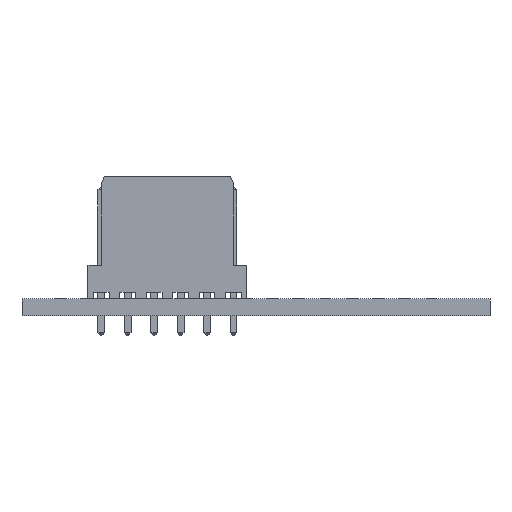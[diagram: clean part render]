
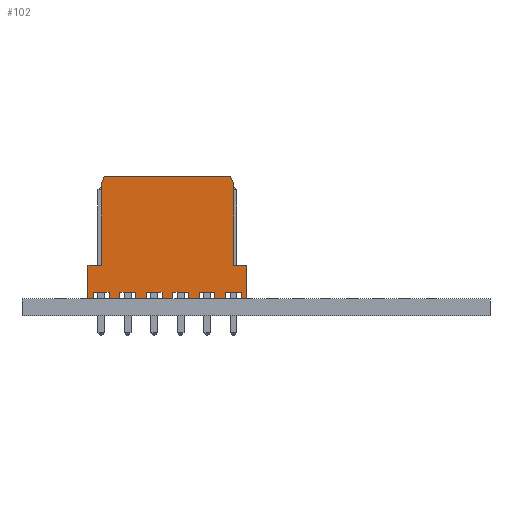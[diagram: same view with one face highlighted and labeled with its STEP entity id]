
A CAD part, left-side view. The second image highlights one B-rep face of the part: STEP entity #102.
In plain terms, the highlighted face is planar.
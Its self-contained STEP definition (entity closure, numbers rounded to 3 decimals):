
#66 = EDGE_CURVE('',#67,#69,#71,.T.);
#67 = VERTEX_POINT('',#68);
#68 = CARTESIAN_POINT('',(0.3,-2.9,11.7));
#69 = VERTEX_POINT('',#70);
#70 = CARTESIAN_POINT('',(12.4,-2.9,11.7));
#71 = LINE('',#72,#73);
#72 = CARTESIAN_POINT('',(6.35,-2.9,11.7));
#73 = VECTOR('',#74,1.);
#74 = DIRECTION('',(1.,0.,0.));
#102 = ADVANCED_FACE('',(#103),#368,.T.);
#103 = FACE_BOUND('',#104,.T.);
#104 = EDGE_LOOP('',(#105,#115,#123,#131,#139,#147,#155,#163,#171,#179,
    #187,#195,#203,#211,#219,#227,#235,#243,#251,#259,#267,#275,#283,
    #291,#299,#307,#315,#323,#331,#337,#338,#346,#354,#362));
#105 = ORIENTED_EDGE('',*,*,#106,.T.);
#106 = EDGE_CURVE('',#107,#109,#111,.T.);
#107 = VERTEX_POINT('',#108);
#108 = CARTESIAN_POINT('',(-1.27,-2.9,0.));
#109 = VERTEX_POINT('',#110);
#110 = CARTESIAN_POINT('',(-0.75,-2.9,0.));
#111 = LINE('',#112,#113);
#112 = CARTESIAN_POINT('',(-1.27,-2.9,0.));
#113 = VECTOR('',#114,1.);
#114 = DIRECTION('',(1.,0.,0.));
#115 = ORIENTED_EDGE('',*,*,#116,.T.);
#116 = EDGE_CURVE('',#109,#117,#119,.T.);
#117 = VERTEX_POINT('',#118);
#118 = CARTESIAN_POINT('',(-0.75,-2.9,0.6));
#119 = LINE('',#120,#121);
#120 = CARTESIAN_POINT('',(-0.75,-2.9,0.));
#121 = VECTOR('',#122,1.);
#122 = DIRECTION('',(0.,0.,1.));
#123 = ORIENTED_EDGE('',*,*,#124,.F.);
#124 = EDGE_CURVE('',#125,#117,#127,.T.);
#125 = VERTEX_POINT('',#126);
#126 = CARTESIAN_POINT('',(0.75,-2.9,0.6));
#127 = LINE('',#128,#129);
#128 = CARTESIAN_POINT('',(0.75,-2.9,0.6));
#129 = VECTOR('',#130,1.);
#130 = DIRECTION('',(-1.,0.,0.));
#131 = ORIENTED_EDGE('',*,*,#132,.F.);
#132 = EDGE_CURVE('',#133,#125,#135,.T.);
#133 = VERTEX_POINT('',#134);
#134 = CARTESIAN_POINT('',(0.75,-2.9,0.));
#135 = LINE('',#136,#137);
#136 = CARTESIAN_POINT('',(0.75,-2.9,0.));
#137 = VECTOR('',#138,1.);
#138 = DIRECTION('',(0.,0.,1.));
#139 = ORIENTED_EDGE('',*,*,#140,.T.);
#140 = EDGE_CURVE('',#133,#141,#143,.T.);
#141 = VERTEX_POINT('',#142);
#142 = CARTESIAN_POINT('',(1.79,-2.9,0.));
#143 = LINE('',#144,#145);
#144 = CARTESIAN_POINT('',(-1.27,-2.9,0.));
#145 = VECTOR('',#146,1.);
#146 = DIRECTION('',(1.,0.,0.));
#147 = ORIENTED_EDGE('',*,*,#148,.T.);
#148 = EDGE_CURVE('',#141,#149,#151,.T.);
#149 = VERTEX_POINT('',#150);
#150 = CARTESIAN_POINT('',(1.79,-2.9,0.6));
#151 = LINE('',#152,#153);
#152 = CARTESIAN_POINT('',(1.79,-2.9,0.));
#153 = VECTOR('',#154,1.);
#154 = DIRECTION('',(0.,0.,1.));
#155 = ORIENTED_EDGE('',*,*,#156,.F.);
#156 = EDGE_CURVE('',#157,#149,#159,.T.);
#157 = VERTEX_POINT('',#158);
#158 = CARTESIAN_POINT('',(3.29,-2.9,0.6));
#159 = LINE('',#160,#161);
#160 = CARTESIAN_POINT('',(3.29,-2.9,0.6));
#161 = VECTOR('',#162,1.);
#162 = DIRECTION('',(-1.,0.,0.));
#163 = ORIENTED_EDGE('',*,*,#164,.F.);
#164 = EDGE_CURVE('',#165,#157,#167,.T.);
#165 = VERTEX_POINT('',#166);
#166 = CARTESIAN_POINT('',(3.29,-2.9,0.));
#167 = LINE('',#168,#169);
#168 = CARTESIAN_POINT('',(3.29,-2.9,0.));
#169 = VECTOR('',#170,1.);
#170 = DIRECTION('',(0.,0.,1.));
#171 = ORIENTED_EDGE('',*,*,#172,.T.);
#172 = EDGE_CURVE('',#165,#173,#175,.T.);
#173 = VERTEX_POINT('',#174);
#174 = CARTESIAN_POINT('',(4.33,-2.9,0.));
#175 = LINE('',#176,#177);
#176 = CARTESIAN_POINT('',(-1.27,-2.9,0.));
#177 = VECTOR('',#178,1.);
#178 = DIRECTION('',(1.,0.,0.));
#179 = ORIENTED_EDGE('',*,*,#180,.T.);
#180 = EDGE_CURVE('',#173,#181,#183,.T.);
#181 = VERTEX_POINT('',#182);
#182 = CARTESIAN_POINT('',(4.33,-2.9,0.6));
#183 = LINE('',#184,#185);
#184 = CARTESIAN_POINT('',(4.33,-2.9,0.));
#185 = VECTOR('',#186,1.);
#186 = DIRECTION('',(0.,0.,1.));
#187 = ORIENTED_EDGE('',*,*,#188,.F.);
#188 = EDGE_CURVE('',#189,#181,#191,.T.);
#189 = VERTEX_POINT('',#190);
#190 = CARTESIAN_POINT('',(5.83,-2.9,0.6));
#191 = LINE('',#192,#193);
#192 = CARTESIAN_POINT('',(5.83,-2.9,0.6));
#193 = VECTOR('',#194,1.);
#194 = DIRECTION('',(-1.,0.,0.));
#195 = ORIENTED_EDGE('',*,*,#196,.F.);
#196 = EDGE_CURVE('',#197,#189,#199,.T.);
#197 = VERTEX_POINT('',#198);
#198 = CARTESIAN_POINT('',(5.83,-2.9,0.));
#199 = LINE('',#200,#201);
#200 = CARTESIAN_POINT('',(5.83,-2.9,0.));
#201 = VECTOR('',#202,1.);
#202 = DIRECTION('',(0.,0.,1.));
#203 = ORIENTED_EDGE('',*,*,#204,.T.);
#204 = EDGE_CURVE('',#197,#205,#207,.T.);
#205 = VERTEX_POINT('',#206);
#206 = CARTESIAN_POINT('',(6.87,-2.9,0.));
#207 = LINE('',#208,#209);
#208 = CARTESIAN_POINT('',(-1.27,-2.9,0.));
#209 = VECTOR('',#210,1.);
#210 = DIRECTION('',(1.,0.,0.));
#211 = ORIENTED_EDGE('',*,*,#212,.T.);
#212 = EDGE_CURVE('',#205,#213,#215,.T.);
#213 = VERTEX_POINT('',#214);
#214 = CARTESIAN_POINT('',(6.87,-2.9,0.6));
#215 = LINE('',#216,#217);
#216 = CARTESIAN_POINT('',(6.87,-2.9,0.));
#217 = VECTOR('',#218,1.);
#218 = DIRECTION('',(0.,0.,1.));
#219 = ORIENTED_EDGE('',*,*,#220,.F.);
#220 = EDGE_CURVE('',#221,#213,#223,.T.);
#221 = VERTEX_POINT('',#222);
#222 = CARTESIAN_POINT('',(8.37,-2.9,0.6));
#223 = LINE('',#224,#225);
#224 = CARTESIAN_POINT('',(8.37,-2.9,0.6));
#225 = VECTOR('',#226,1.);
#226 = DIRECTION('',(-1.,0.,0.));
#227 = ORIENTED_EDGE('',*,*,#228,.F.);
#228 = EDGE_CURVE('',#229,#221,#231,.T.);
#229 = VERTEX_POINT('',#230);
#230 = CARTESIAN_POINT('',(8.37,-2.9,0.));
#231 = LINE('',#232,#233);
#232 = CARTESIAN_POINT('',(8.37,-2.9,0.));
#233 = VECTOR('',#234,1.);
#234 = DIRECTION('',(0.,0.,1.));
#235 = ORIENTED_EDGE('',*,*,#236,.T.);
#236 = EDGE_CURVE('',#229,#237,#239,.T.);
#237 = VERTEX_POINT('',#238);
#238 = CARTESIAN_POINT('',(9.41,-2.9,0.));
#239 = LINE('',#240,#241);
#240 = CARTESIAN_POINT('',(-1.27,-2.9,0.));
#241 = VECTOR('',#242,1.);
#242 = DIRECTION('',(1.,0.,0.));
#243 = ORIENTED_EDGE('',*,*,#244,.T.);
#244 = EDGE_CURVE('',#237,#245,#247,.T.);
#245 = VERTEX_POINT('',#246);
#246 = CARTESIAN_POINT('',(9.41,-2.9,0.6));
#247 = LINE('',#248,#249);
#248 = CARTESIAN_POINT('',(9.41,-2.9,0.));
#249 = VECTOR('',#250,1.);
#250 = DIRECTION('',(0.,0.,1.));
#251 = ORIENTED_EDGE('',*,*,#252,.F.);
#252 = EDGE_CURVE('',#253,#245,#255,.T.);
#253 = VERTEX_POINT('',#254);
#254 = CARTESIAN_POINT('',(10.91,-2.9,0.6));
#255 = LINE('',#256,#257);
#256 = CARTESIAN_POINT('',(10.91,-2.9,0.6));
#257 = VECTOR('',#258,1.);
#258 = DIRECTION('',(-1.,0.,0.));
#259 = ORIENTED_EDGE('',*,*,#260,.F.);
#260 = EDGE_CURVE('',#261,#253,#263,.T.);
#261 = VERTEX_POINT('',#262);
#262 = CARTESIAN_POINT('',(10.91,-2.9,0.));
#263 = LINE('',#264,#265);
#264 = CARTESIAN_POINT('',(10.91,-2.9,0.));
#265 = VECTOR('',#266,1.);
#266 = DIRECTION('',(0.,0.,1.));
#267 = ORIENTED_EDGE('',*,*,#268,.T.);
#268 = EDGE_CURVE('',#261,#269,#271,.T.);
#269 = VERTEX_POINT('',#270);
#270 = CARTESIAN_POINT('',(11.95,-2.9,0.));
#271 = LINE('',#272,#273);
#272 = CARTESIAN_POINT('',(-1.27,-2.9,0.));
#273 = VECTOR('',#274,1.);
#274 = DIRECTION('',(1.,0.,0.));
#275 = ORIENTED_EDGE('',*,*,#276,.T.);
#276 = EDGE_CURVE('',#269,#277,#279,.T.);
#277 = VERTEX_POINT('',#278);
#278 = CARTESIAN_POINT('',(11.95,-2.9,0.6));
#279 = LINE('',#280,#281);
#280 = CARTESIAN_POINT('',(11.95,-2.9,0.));
#281 = VECTOR('',#282,1.);
#282 = DIRECTION('',(0.,0.,1.));
#283 = ORIENTED_EDGE('',*,*,#284,.F.);
#284 = EDGE_CURVE('',#285,#277,#287,.T.);
#285 = VERTEX_POINT('',#286);
#286 = CARTESIAN_POINT('',(13.45,-2.9,0.6));
#287 = LINE('',#288,#289);
#288 = CARTESIAN_POINT('',(13.45,-2.9,0.6));
#289 = VECTOR('',#290,1.);
#290 = DIRECTION('',(-1.,0.,0.));
#291 = ORIENTED_EDGE('',*,*,#292,.F.);
#292 = EDGE_CURVE('',#293,#285,#295,.T.);
#293 = VERTEX_POINT('',#294);
#294 = CARTESIAN_POINT('',(13.45,-2.9,0.));
#295 = LINE('',#296,#297);
#296 = CARTESIAN_POINT('',(13.45,-2.9,0.));
#297 = VECTOR('',#298,1.);
#298 = DIRECTION('',(0.,0.,1.));
#299 = ORIENTED_EDGE('',*,*,#300,.T.);
#300 = EDGE_CURVE('',#293,#301,#303,.T.);
#301 = VERTEX_POINT('',#302);
#302 = CARTESIAN_POINT('',(13.97,-2.9,0.));
#303 = LINE('',#304,#305);
#304 = CARTESIAN_POINT('',(-1.27,-2.9,0.));
#305 = VECTOR('',#306,1.);
#306 = DIRECTION('',(1.,0.,0.));
#307 = ORIENTED_EDGE('',*,*,#308,.T.);
#308 = EDGE_CURVE('',#301,#309,#311,.T.);
#309 = VERTEX_POINT('',#310);
#310 = CARTESIAN_POINT('',(13.97,-2.9,3.17));
#311 = LINE('',#312,#313);
#312 = CARTESIAN_POINT('',(13.97,-2.9,0.));
#313 = VECTOR('',#314,1.);
#314 = DIRECTION('',(0.,0.,1.));
#315 = ORIENTED_EDGE('',*,*,#316,.F.);
#316 = EDGE_CURVE('',#317,#309,#319,.T.);
#317 = VERTEX_POINT('',#318);
#318 = CARTESIAN_POINT('',(12.7,-2.9,3.17));
#319 = LINE('',#320,#321);
#320 = CARTESIAN_POINT('',(-1.27,-2.9,3.17));
#321 = VECTOR('',#322,1.);
#322 = DIRECTION('',(1.,0.,0.));
#323 = ORIENTED_EDGE('',*,*,#324,.T.);
#324 = EDGE_CURVE('',#317,#325,#327,.T.);
#325 = VERTEX_POINT('',#326);
#326 = CARTESIAN_POINT('',(12.7,-2.9,11.));
#327 = LINE('',#328,#329);
#328 = CARTESIAN_POINT('',(12.7,-2.9,3.17));
#329 = VECTOR('',#330,1.);
#330 = DIRECTION('',(0.,0.,1.));
#331 = ORIENTED_EDGE('',*,*,#332,.F.);
#332 = EDGE_CURVE('',#69,#325,#333,.T.);
#333 = LINE('',#334,#335);
#334 = CARTESIAN_POINT('',(13.55,-2.9,9.017));
#335 = VECTOR('',#336,1.);
#336 = DIRECTION('',(0.394,0.,-0.919));
#337 = ORIENTED_EDGE('',*,*,#66,.F.);
#338 = ORIENTED_EDGE('',*,*,#339,.T.);
#339 = EDGE_CURVE('',#67,#340,#342,.T.);
#340 = VERTEX_POINT('',#341);
#341 = CARTESIAN_POINT('',(0.,-2.9,11.));
#342 = LINE('',#343,#344);
#343 = CARTESIAN_POINT('',(-0.85,-2.9,9.017));
#344 = VECTOR('',#345,1.);
#345 = DIRECTION('',(-0.394,-0.,-0.919));
#346 = ORIENTED_EDGE('',*,*,#347,.F.);
#347 = EDGE_CURVE('',#348,#340,#350,.T.);
#348 = VERTEX_POINT('',#349);
#349 = CARTESIAN_POINT('',(0.,-2.9,3.17));
#350 = LINE('',#351,#352);
#351 = CARTESIAN_POINT('',(0.,-2.9,3.17));
#352 = VECTOR('',#353,1.);
#353 = DIRECTION('',(0.,0.,1.));
#354 = ORIENTED_EDGE('',*,*,#355,.F.);
#355 = EDGE_CURVE('',#356,#348,#358,.T.);
#356 = VERTEX_POINT('',#357);
#357 = CARTESIAN_POINT('',(-1.27,-2.9,3.17));
#358 = LINE('',#359,#360);
#359 = CARTESIAN_POINT('',(-1.27,-2.9,3.17));
#360 = VECTOR('',#361,1.);
#361 = DIRECTION('',(1.,0.,0.));
#362 = ORIENTED_EDGE('',*,*,#363,.F.);
#363 = EDGE_CURVE('',#107,#356,#364,.T.);
#364 = LINE('',#365,#366);
#365 = CARTESIAN_POINT('',(-1.27,-2.9,0.));
#366 = VECTOR('',#367,1.);
#367 = DIRECTION('',(0.,0.,1.));
#368 = PLANE('',#369);
#369 = AXIS2_PLACEMENT_3D('',#370,#371,#372);
#370 = CARTESIAN_POINT('',(6.35,-2.9,4.875));
#371 = DIRECTION('',(0.,-1.,0.));
#372 = DIRECTION('',(-1.,0.,0.));
